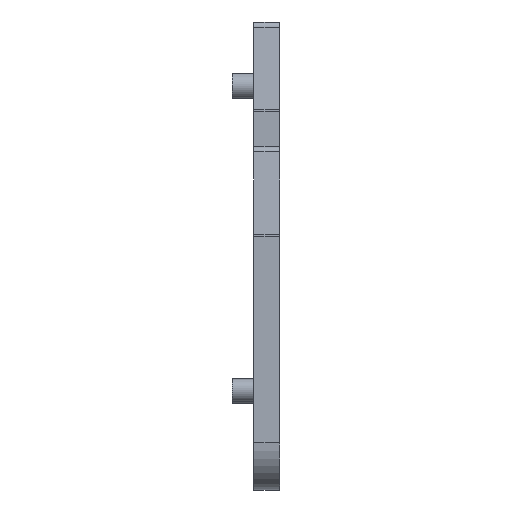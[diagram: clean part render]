
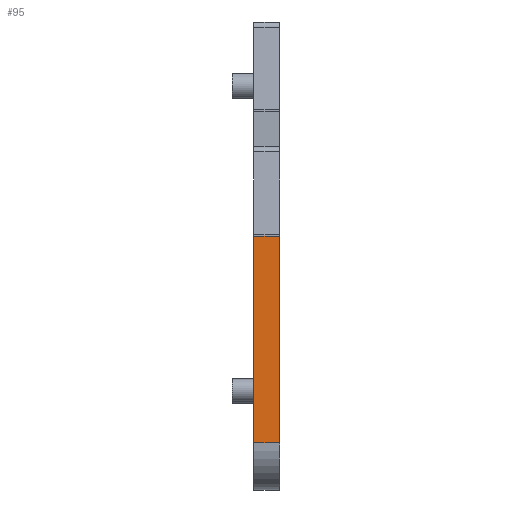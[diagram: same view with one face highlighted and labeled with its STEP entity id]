
A CAD part, left-side view. The second image highlights one B-rep face of the part: STEP entity #95.
In plain terms, the highlighted planar face has unit normal (-1, 0, 0).
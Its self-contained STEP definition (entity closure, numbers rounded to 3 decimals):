
#95 = ADVANCED_FACE( '', ( #204 ), #205, .F. );
#204 = FACE_OUTER_BOUND( '', #325, .T. );
#205 = PLANE( '', #326 );
#325 = EDGE_LOOP( '', ( #532, #533, #534, #535 ) );
#326 = AXIS2_PLACEMENT_3D( '', #536, #537, #538 );
#532 = ORIENTED_EDGE( '', *, *, #762, .T. );
#533 = ORIENTED_EDGE( '', *, *, #763, .F. );
#534 = ORIENTED_EDGE( '', *, *, #752, .F. );
#535 = ORIENTED_EDGE( '', *, *, #726, .T. );
#536 = CARTESIAN_POINT( '', ( -40., -2.2, 11.581 ) );
#537 = DIRECTION( '', ( 1., 0., 0. ) );
#538 = DIRECTION( '', ( 0., 1., 0. ) );
#726 = EDGE_CURVE( '', #872, #870, #873, .T. );
#752 = EDGE_CURVE( '', #872, #913, #914, .T. );
#762 = EDGE_CURVE( '', #870, #927, #928, .T. );
#763 = EDGE_CURVE( '', #913, #927, #929, .T. );
#870 = VERTEX_POINT( '', #1057 );
#872 = VERTEX_POINT( '', #1059 );
#873 = LINE( '', #1060, #1061 );
#913 = VERTEX_POINT( '', #1115 );
#914 = LINE( '', #1116, #1117 );
#927 = VERTEX_POINT( '', #1135 );
#928 = LINE( '', #1136, #1137 );
#929 = LINE( '', #1138, #1139 );
#1057 = CARTESIAN_POINT( '', ( -40., 0., 11.581 ) );
#1059 = CARTESIAN_POINT( '', ( -40., -2.2, 11.581 ) );
#1060 = CARTESIAN_POINT( '', ( -40., -2.2, 11.581 ) );
#1061 = VECTOR( '', #1260, 1000. );
#1115 = CARTESIAN_POINT( '', ( -40., -2.2, -6. ) );
#1116 = CARTESIAN_POINT( '', ( -40., -2.2, 11.581 ) );
#1117 = VECTOR( '', #1296, 1000. );
#1135 = CARTESIAN_POINT( '', ( -40., 0., -6. ) );
#1136 = CARTESIAN_POINT( '', ( -40., 0., 11.581 ) );
#1137 = VECTOR( '', #1305, 1000. );
#1138 = CARTESIAN_POINT( '', ( -40., -2.2, -6. ) );
#1139 = VECTOR( '', #1306, 1000. );
#1260 = DIRECTION( '', ( 0., 1., 0. ) );
#1296 = DIRECTION( '', ( 0., 0., -1. ) );
#1305 = DIRECTION( '', ( 0., 0., -1. ) );
#1306 = DIRECTION( '', ( 0., 1., 0. ) );
